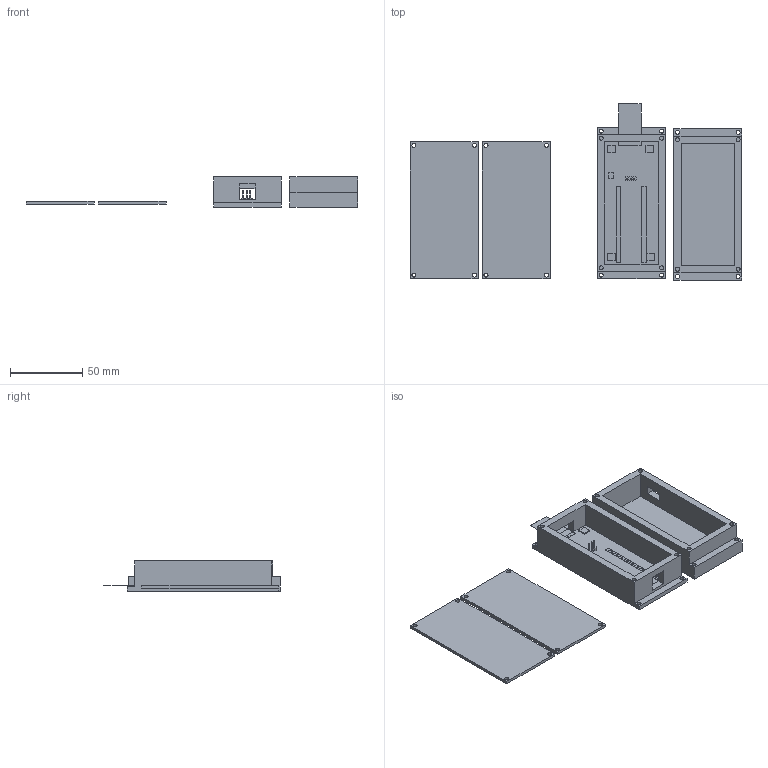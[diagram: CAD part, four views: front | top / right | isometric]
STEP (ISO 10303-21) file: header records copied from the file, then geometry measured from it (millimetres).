
FILE_DESCRIPTION(/* description */ (''),/* implementation_level */ '2;1');
FILE_NAME(/* name */ 'Boitier_3d_XAAN v1.step',/* time_stamp */ '2024-11-07T11:59:25-05:00',/* author */ (''),/* organization */ (''),/* preprocessor_version */ 'ST-DEVELOPER v20',/* originating_system */ 'Autodesk Translation Framework v13.20.0.188',/* authorisation */ '');
FILE_SCHEMA (('AUTOMOTIVE_DESIGN { 1 0 10303 214 3 1 1 }'));
Length unit declared in the file: millimetre
Products named in the file (10): Boitier_3d_XAAN; PPS1_schemas_V4; Board; Packages; SAMTEC_ESQ-120-13-G-S; M1206; DHT22; 10X02MTA; 2,8-PAD; 1X03
Assembly tree (14 placements, depth 4):
  Boitier_3d_XAAN
    PPS1_schemas_V4
      Board
      Packages
        SAMTEC_ESQ-120-13-G-S  x2
        M1206  x2
        DHT22
        10X02MTA
        2,8-PAD  x4
        1X03
Bounding box: 230 x 122.34 x 21 mm (x, y, z)
Volume: 94436 mm3; surface area: 70218.7 mm2
Topology: 16 solids, 16 shells, 283 faces, 681 edges, 446 vertices
Faces by surface type: plane 206, cylinder 77
Full cylindrical faces by diameter (mm): 0.8 x4, 1.016 x5, 1.02 x40, 2.8 x28
Entity records: 8160 total; most frequent: DIRECTION 1331, CARTESIAN_POINT 1305, ORIENTED_EDGE 1242, EDGE_CURVE 621, LINE 467, VECTOR 467, AXIS2_PLACEMENT_3D 432, EDGE_LOOP 413
